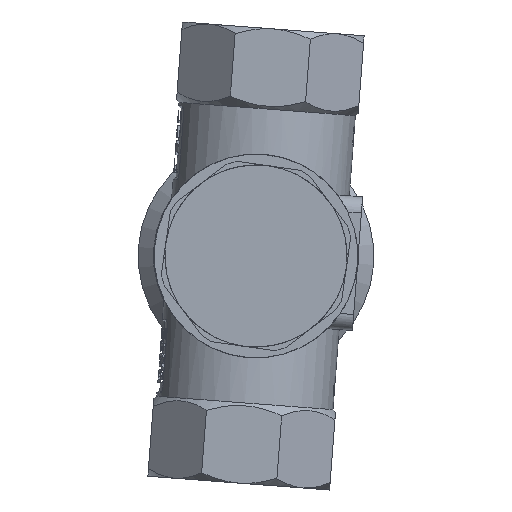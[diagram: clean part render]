
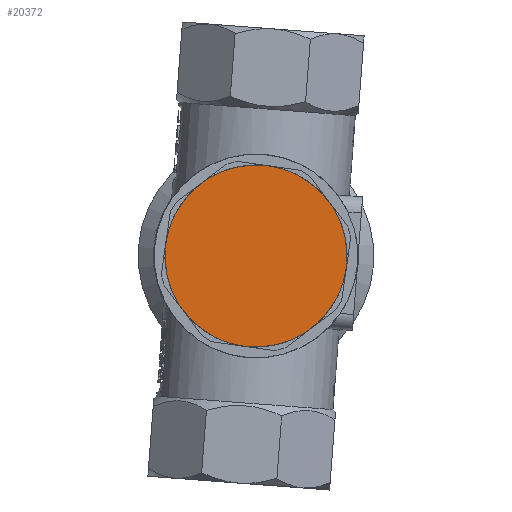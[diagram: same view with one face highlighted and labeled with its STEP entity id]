
A CAD part, front view. The second image highlights one B-rep face of the part: STEP entity #20372.
In plain terms, the highlighted planar face has unit normal (0, -1, 0).
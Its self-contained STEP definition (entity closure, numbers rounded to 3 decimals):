
#20189=CARTESIAN_POINT('',(8.72,-54.72,86.5));
#20190=DIRECTION('',(0.,-1.,0.));
#20191=DIRECTION('',(-0.992,0.,0.124));
#20192=AXIS2_PLACEMENT_3D('',#20189,#20190,#20191);
#20194=CARTESIAN_POINT('',(8.72,-54.72,86.5));
#20195=DIRECTION('',(0.,-1.,0.));
#20196=DIRECTION('',(0.992,0.,-0.124));
#20197=AXIS2_PLACEMENT_3D('',#20194,#20195,#20196);
#20278=CARTESIAN_POINT('',(25.589,-54.72,
84.396));
#20280=VERTEX_POINT('',#20278);
#20295=CARTESIAN_POINT('',(-8.149,-54.72,
88.604));
#20296=VERTEX_POINT('',#20295);
#20362=CARTESIAN_POINT('',(6.616,-54.72,
69.631));
#20363=DIRECTION('',(0.,1.,0.));
#20364=DIRECTION('',(0.992,0.,-0.124));
#20365=AXIS2_PLACEMENT_3D('',#20362,#20363,#20364);
#20366=PLANE('',#20365);
#20367=ORIENTED_EDGE('',*,*,#20352,.F.);
#20369=ORIENTED_EDGE('',*,*,#20368,.F.);
#20370=EDGE_LOOP('',(#20367,#20369));
#20371=FACE_OUTER_BOUND('',#20370,.F.);
#20372=ADVANCED_FACE('',(#20371),#20366,.F.);
#20193=CIRCLE('',#20192,17.);
#20198=CIRCLE('',#20197,17.);
#20352=EDGE_CURVE('',#20296,#20280,#20193,.T.);
#20368=EDGE_CURVE('',#20280,#20296,#20198,.T.);
